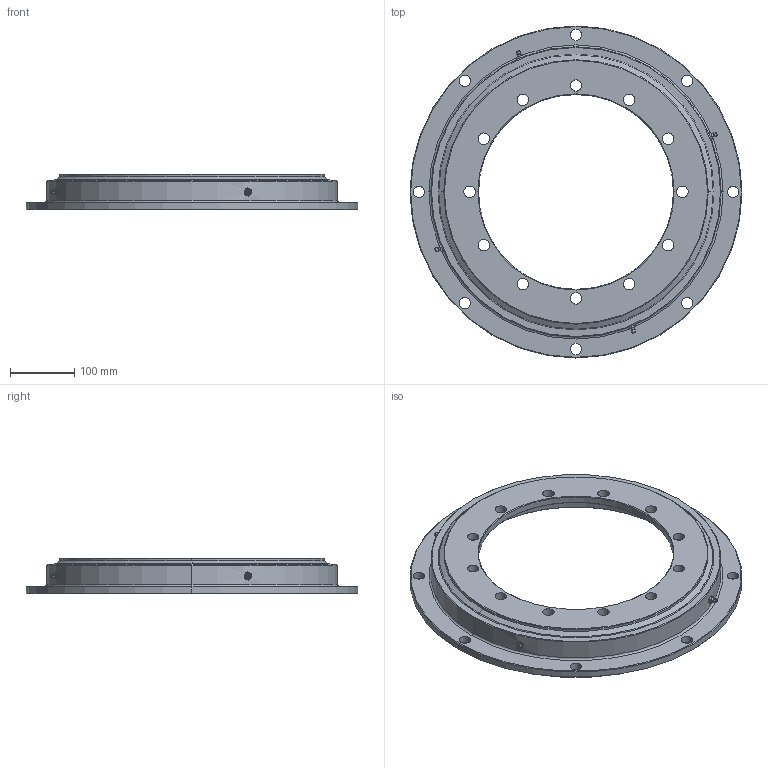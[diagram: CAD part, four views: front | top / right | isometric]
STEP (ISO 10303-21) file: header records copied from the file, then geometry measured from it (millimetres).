
FILE_DESCRIPTION (( 'STEP AP214' ), '1' );
FILE_NAME ('SD.505.20.00.C.STEP', '2015-01-12T16:23:51', ( '' ), ( '' ), 'SwSTEP 2.0', 'SolidWorks 2014', '' );
FILE_SCHEMA (( 'AUTOMOTIVE_DESIGN' ));
Length unit declared in the file: millimetre
Products named in the file (7): SD.505.20.00.C; A.518.B20C.A1N.0 - IR; Grease nipple M10x1mm; A.518.B20C.A1N.0 - OR Seal; Ball D20; A.518.B20C.A1N.0 - OR; A.518.B20C.A1N.0 - IR Seal
Assembly tree (63 placements, depth 2):
  SD.505.20.00.C
    A.518.B20C.A1N.0 - IR
    A.518.B20C.A1N.0 - OR
    Ball D20  x55
    A.518.B20C.A1N.0 - IR Seal
    A.518.B20C.A1N.0 - OR Seal
    Grease nipple M10x1mm  x4
Bounding box: 518 x 518 x 56 mm (x, y, z)
Volume: 3105122.1 mm3; surface area: 737094 mm2
Topology: 63 solids, 63 shells, 415 faces, 1092 edges, 705 vertices
Faces by surface type: sphere 110, cylinder 100, cone 100, plane 56, torus 49
Entity records: 7464 total; most frequent: CARTESIAN_POINT 1740, DIRECTION 1228, ORIENTED_EDGE 986, AXIS2_PLACEMENT_3D 552, EDGE_CURVE 493, VERTEX_POINT 306, CIRCLE 281, EDGE_LOOP 269
